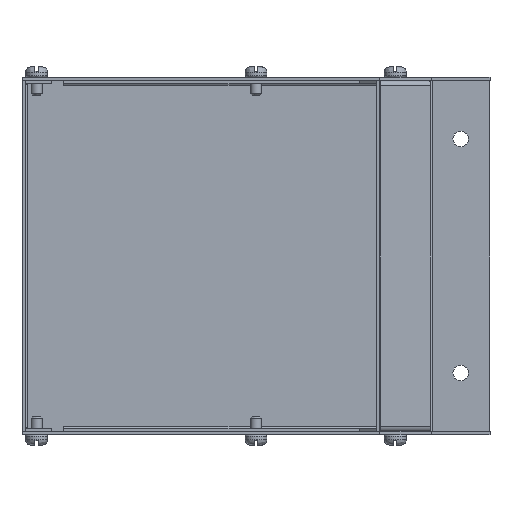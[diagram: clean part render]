
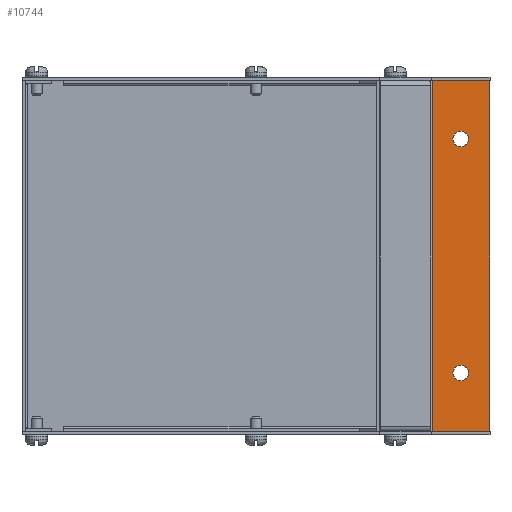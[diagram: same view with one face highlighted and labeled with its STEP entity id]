
A CAD part, front view. The second image highlights one B-rep face of the part: STEP entity #10744.
In plain terms, the highlighted planar face has unit normal (0, -1, 0).
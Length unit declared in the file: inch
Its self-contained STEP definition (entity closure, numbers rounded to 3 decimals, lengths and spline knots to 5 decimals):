
#182 = CARTESIAN_POINT ( 'NONE',  ( 4.94292, -2.11408, -6. ) ) ;
#247 = VERTEX_POINT ( 'NONE', #5737 ) ;
#410 = CIRCLE ( 'NONE', #6868, 0.133 ) ;
#459 = DIRECTION ( 'NONE',  ( -1., 0., 0. ) ) ;
#612 = CARTESIAN_POINT ( 'NONE',  ( 4.94292, -2.11408, 0. ) ) ;
#666 = EDGE_CURVE ( 'NONE', #3151, #4473, #6924, .T. ) ;
#817 = VERTEX_POINT ( 'NONE', #6882 ) ;
#908 = AXIS2_PLACEMENT_3D ( 'NONE', #9137, #10113, #459 ) ;
#967 = DIRECTION ( 'NONE',  ( 0., 0., -1. ) ) ;
#974 = DIRECTION ( 'NONE',  ( 0., -1., 0. ) ) ;
#1236 = CARTESIAN_POINT ( 'NONE',  ( 2.34211, -2.11408, -6. ) ) ;
#1299 = VERTEX_POINT ( 'NONE', #4947 ) ;
#1325 = CIRCLE ( 'NONE', #4101, 0.133 ) ;
#1346 = DIRECTION ( 'NONE',  ( -1., 0., 0. ) ) ;
#1409 = EDGE_LOOP ( 'NONE', ( #2810, #4594 ) ) ;
#1471 = CARTESIAN_POINT ( 'NONE',  ( 4.94292, -2.11408, 0. ) ) ;
#1484 = CARTESIAN_POINT ( 'NONE',  ( 3.95394, -2.11408, 0. ) ) ;
#2115 = VECTOR ( 'NONE', #2957, 39.37008 ) ;
#2263 = DIRECTION ( 'NONE',  ( 0., -1., 0. ) ) ;
#2344 = FACE_BOUND ( 'NONE', #1409, .T. ) ;
#2457 = VECTOR ( 'NONE', #3090, 39.37008 ) ;
#2810 = ORIENTED_EDGE ( 'NONE', *, *, #7974, .F. ) ;
#2957 = DIRECTION ( 'NONE',  ( -1., 0., 0. ) ) ;
#3090 = DIRECTION ( 'NONE',  ( 1., 0., 0. ) ) ;
#3095 = FACE_BOUND ( 'NONE', #5051, .T. ) ;
#3151 = VERTEX_POINT ( 'NONE', #5658 ) ;
#3401 = EDGE_CURVE ( 'NONE', #4473, #3151, #8988, .T. ) ;
#3581 = CARTESIAN_POINT ( 'NONE',  ( 3.95394, -2.11408, 0. ) ) ;
#3734 = VECTOR ( 'NONE', #967, 39.37008 ) ;
#4017 = PLANE ( 'NONE',  #9253 ) ;
#4101 = AXIS2_PLACEMENT_3D ( 'NONE', #4559, #974, #8109 ) ;
#4292 = VECTOR ( 'NONE', #10215, 39.37008 ) ;
#4473 = VERTEX_POINT ( 'NONE', #6943 ) ;
#4559 = CARTESIAN_POINT ( 'NONE',  ( 4.44292, -2.11408, -5. ) ) ;
#4594 = ORIENTED_EDGE ( 'NONE', *, *, #8930, .F. ) ;
#4947 = CARTESIAN_POINT ( 'NONE',  ( 4.94292, -2.11408, 0. ) ) ;
#4999 = LINE ( 'NONE', #612, #3734 ) ;
#5051 = EDGE_LOOP ( 'NONE', ( #7269, #6450 ) ) ;
#5658 = CARTESIAN_POINT ( 'NONE',  ( 4.57592, -2.11408, -1. ) ) ;
#5728 = LINE ( 'NONE', #1236, #2457 ) ;
#5737 = CARTESIAN_POINT ( 'NONE',  ( 4.30992, -2.11408, -5. ) ) ;
#5979 = EDGE_CURVE ( 'NONE', #1299, #9567, #4999, .T. ) ;
#6088 = VERTEX_POINT ( 'NONE', #3581 ) ;
#6416 = CARTESIAN_POINT ( 'NONE',  ( 4.65682, -2.11408, 0. ) ) ;
#6450 = ORIENTED_EDGE ( 'NONE', *, *, #666, .F. ) ;
#6470 = LINE ( 'NONE', #6416, #2115 ) ;
#6588 = DIRECTION ( 'NONE',  ( -1., 0., 0. ) ) ;
#6659 = DIRECTION ( 'NONE',  ( 1., 0., 0. ) ) ;
#6868 = AXIS2_PLACEMENT_3D ( 'NONE', #7387, #2263, #6588 ) ;
#6882 = CARTESIAN_POINT ( 'NONE',  ( 4.57592, -2.11408, -5. ) ) ;
#6924 = CIRCLE ( 'NONE', #10386, 0.133 ) ;
#6943 = CARTESIAN_POINT ( 'NONE',  ( 4.30992, -2.11408, -1. ) ) ;
#7269 = ORIENTED_EDGE ( 'NONE', *, *, #3401, .F. ) ;
#7387 = CARTESIAN_POINT ( 'NONE',  ( 4.44292, -2.11408, -5. ) ) ;
#7489 = EDGE_CURVE ( 'NONE', #1299, #6088, #6470, .T. ) ;
#7519 = DIRECTION ( 'NONE',  ( 0., 1., 0. ) ) ;
#7863 = ORIENTED_EDGE ( 'NONE', *, *, #7489, .T. ) ;
#7974 = EDGE_CURVE ( 'NONE', #247, #817, #1325, .T. ) ;
#7976 = CARTESIAN_POINT ( 'NONE',  ( 3.95394, -2.11408, -6. ) ) ;
#8066 = ORIENTED_EDGE ( 'NONE', *, *, #9263, .T. ) ;
#8109 = DIRECTION ( 'NONE',  ( -1., 0., 0. ) ) ;
#8299 = CARTESIAN_POINT ( 'NONE',  ( 4.44292, -2.11408, -1. ) ) ;
#8576 = EDGE_CURVE ( 'NONE', #6088, #10694, #9350, .T. ) ;
#8930 = EDGE_CURVE ( 'NONE', #817, #247, #410, .T. ) ;
#8988 = CIRCLE ( 'NONE', #908, 0.133 ) ;
#9137 = CARTESIAN_POINT ( 'NONE',  ( 4.44292, -2.11408, -1. ) ) ;
#9253 = AXIS2_PLACEMENT_3D ( 'NONE', #1471, #7519, #6659 ) ;
#9263 = EDGE_CURVE ( 'NONE', #10694, #9567, #5728, .T. ) ;
#9350 = LINE ( 'NONE', #1484, #4292 ) ;
#9567 = VERTEX_POINT ( 'NONE', #182 ) ;
#10113 = DIRECTION ( 'NONE',  ( 0., -1., 0. ) ) ;
#10142 = FACE_OUTER_BOUND ( 'NONE', #10174, .T. ) ;
#10174 = EDGE_LOOP ( 'NONE', ( #11265, #8066, #11376, #7863 ) ) ;
#10215 = DIRECTION ( 'NONE',  ( 0., 0., -1. ) ) ;
#10386 = AXIS2_PLACEMENT_3D ( 'NONE', #8299, #10883, #1346 ) ;
#10694 = VERTEX_POINT ( 'NONE', #7976 ) ;
#10744 = ADVANCED_FACE ( 'NONE', ( #10142, #3095, #2344 ), #4017, .F. ) ;
#10883 = DIRECTION ( 'NONE',  ( 0., -1., 0. ) ) ;
#11265 = ORIENTED_EDGE ( 'NONE', *, *, #8576, .T. ) ;
#11376 = ORIENTED_EDGE ( 'NONE', *, *, #5979, .F. ) ;
